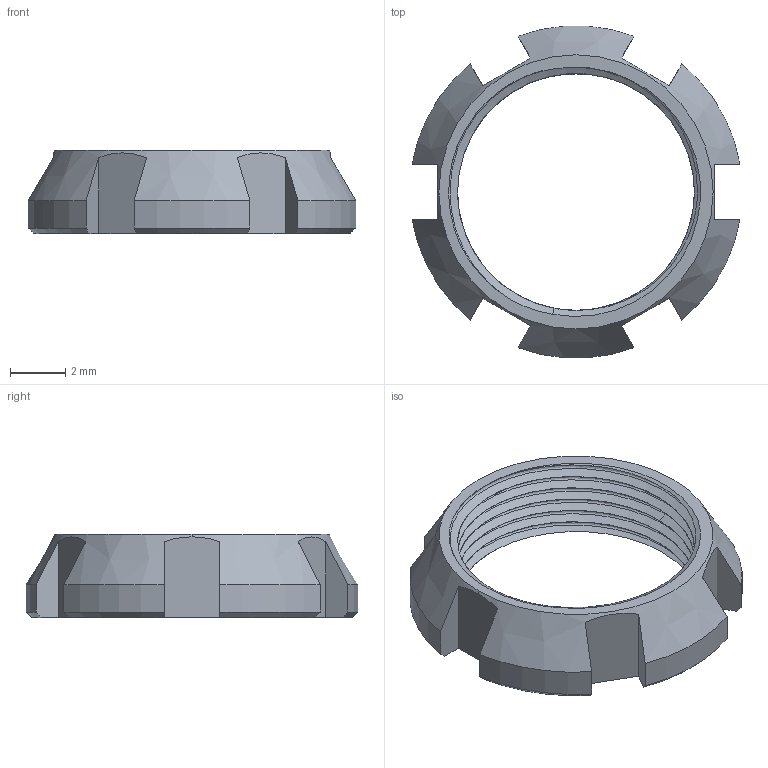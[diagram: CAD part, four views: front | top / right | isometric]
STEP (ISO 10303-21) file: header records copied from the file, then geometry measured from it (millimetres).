
FILE_DESCRIPTION((''),'2;1');
FILE_NAME('FISCHER_DBPC 102_ nut.stp','2014-07-29T16:59:21',(''),(''),'Mechanical Desktop 2011','Mechanical Desktop 2011',', , ');
FILE_SCHEMA(('AUTOMOTIVE_DESIGN { 1 2 10303 214 1 1 1 1 }'));
Length unit declared in the file: millimetre
Products named in the file (1): Product
Bounding box: 11.83 x 11.97 x 3 mm (x, y, z)
Volume: 92.9 mm3; surface area: 324.3 mm2
Topology: 1 solids, 1 shells, 48 faces, 158 edges, 112 vertices
Faces by surface type: plane 20, cylinder 12, cone 10, bspline 6
Full cylindrical faces by diameter (mm): 8.55 x4
Entity records: 4656 total; most frequent: CARTESIAN_POINT 3332, ORIENTED_EDGE 316, DIRECTION 211, EDGE_CURVE 158, VERTEX_POINT 112, AXIS2_PLACEMENT_3D 79, B_SPLINE_CURVE_WITH_KNOTS 61, VECTOR 53
